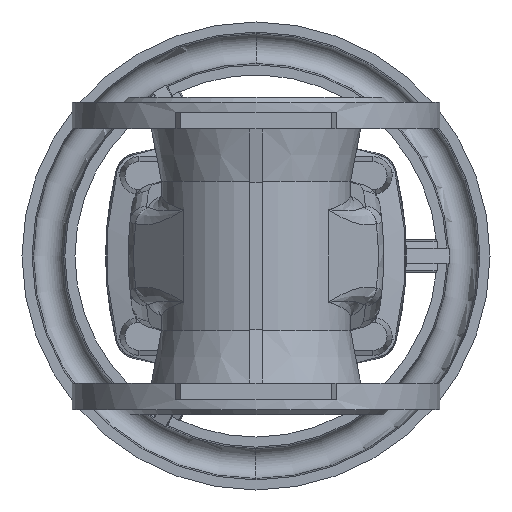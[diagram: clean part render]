
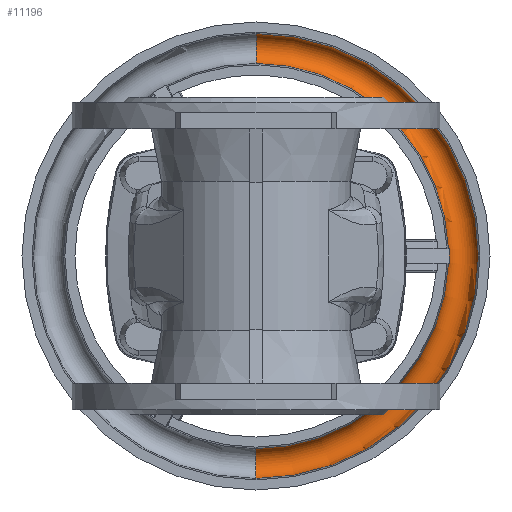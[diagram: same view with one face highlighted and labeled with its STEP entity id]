
A CAD part, front view. The second image highlights one B-rep face of the part: STEP entity #11196.
In plain terms, the highlighted toroidal (fillet/blend) face has major radius 124.155 mm and minor radius 9 mm.
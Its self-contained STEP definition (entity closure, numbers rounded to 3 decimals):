
#295 = CARTESIAN_POINT ( 'NONE',  ( 0., 399.784, -115.19 ) ) ;
#347 = CARTESIAN_POINT ( 'NONE',  ( 115.11, 399.784, 4.291 ) ) ;
#385 = CARTESIAN_POINT ( 'NONE',  ( 115.503, 401.731, 4.2 ) ) ;
#398 = CARTESIAN_POINT ( 'NONE',  ( 115.11, 399.784, -4.291 ) ) ;
#400 = CARTESIAN_POINT ( 'NONE',  ( 0., 399.784, 115.19 ) ) ;
#435 = CARTESIAN_POINT ( 'NONE',  ( 0., 399.784, 133.121 ) ) ;
#440 = CARTESIAN_POINT ( 'NONE',  ( 115.503, 401.731, -4.2 ) ) ;
#544 = CARTESIAN_POINT ( 'NONE',  ( 0., 399.784, -133.121 ) ) ;
#2839 = AXIS2_PLACEMENT_3D ( 'NONE', #11497, #11496, #11599 ) ;
#6461 = CIRCLE ( 'NONE', #7189, 115.19 ) ;
#6495 = CIRCLE ( 'NONE', #7203, 115.19 ) ;
#6521 = CIRCLE ( 'NONE', #7213, 9. ) ;
#6524 = CIRCLE ( 'NONE', #7215, 133.121 ) ;
#6530 = CIRCLE ( 'NONE', #7222, 9. ) ;
#7189 = AXIS2_PLACEMENT_3D ( 'NONE', #10538, #10539, #10540 ) ;
#7203 = AXIS2_PLACEMENT_3D ( 'NONE', #10612, #10614, #10616 ) ;
#7213 = AXIS2_PLACEMENT_3D ( 'NONE', #10783, #10784, #10785 ) ;
#7215 = AXIS2_PLACEMENT_3D ( 'NONE', #10822, #10824, #10826 ) ;
#7222 = AXIS2_PLACEMENT_3D ( 'NONE', #10884, #10885, #10886 ) ;
#8375 = B_SPLINE_CURVE_WITH_KNOTS ( 'NONE', 3,
 ( #10736, #10735, #10747, #10749 ),
 .UNSPECIFIED., .F., .F.,
 ( 4, 4 ),
 ( 0., 0.008 ),
 .UNSPECIFIED. ) ;
#8469 = B_SPLINE_CURVE_WITH_KNOTS ( 'NONE', 3,
 ( #10741, #10745, #10758, #10760 ),
 .UNSPECIFIED., .F., .F.,
 ( 4, 4 ),
 ( 0., 0.002 ),
 .UNSPECIFIED. ) ;
#8533 = B_SPLINE_CURVE_WITH_KNOTS ( 'NONE', 3,
 ( #10718, #10721, #10730, #10732 ),
 .UNSPECIFIED., .F., .F.,
 ( 4, 4 ),
 ( 0., 0.002 ),
 .UNSPECIFIED. ) ;
#10430 = TOROIDAL_SURFACE ( 'NONE', #2839, 124.155, 9. ) ;
#10432 = FACE_OUTER_BOUND ( 'NONE', #15468, .T. ) ;
#10538 = CARTESIAN_POINT ( 'NONE',  ( 0., 399.784, 0. ) ) ;
#10539 = DIRECTION ( 'NONE',  ( 0., -1., 0. ) ) ;
#10540 = DIRECTION ( 'NONE',  ( 0., 0., 1. ) ) ;
#10612 = CARTESIAN_POINT ( 'NONE',  ( 0., 399.784, 0. ) ) ;
#10614 = DIRECTION ( 'NONE',  ( 0., -1., 0. ) ) ;
#10616 = DIRECTION ( 'NONE',  ( 0., 0., 1. ) ) ;
#10718 = CARTESIAN_POINT ( 'NONE',  ( 115.503, 401.731, 4.2 ) ) ;
#10721 = CARTESIAN_POINT ( 'NONE',  ( 115.3, 401.097, 4.228 ) ) ;
#10730 = CARTESIAN_POINT ( 'NONE',  ( 115.169, 400.448, 4.259 ) ) ;
#10732 = CARTESIAN_POINT ( 'NONE',  ( 115.11, 399.784, 4.291 ) ) ;
#10735 = CARTESIAN_POINT ( 'NONE',  ( 115.617, 401.768, -1.4 ) ) ;
#10736 = CARTESIAN_POINT ( 'NONE',  ( 115.503, 401.731, -4.2 ) ) ;
#10741 = CARTESIAN_POINT ( 'NONE',  ( 115.11, 399.784, -4.291 ) ) ;
#10745 = CARTESIAN_POINT ( 'NONE',  ( 115.169, 400.448, -4.259 ) ) ;
#10747 = CARTESIAN_POINT ( 'NONE',  ( 115.617, 401.768, 1.4 ) ) ;
#10749 = CARTESIAN_POINT ( 'NONE',  ( 115.503, 401.731, 4.2 ) ) ;
#10758 = CARTESIAN_POINT ( 'NONE',  ( 115.3, 401.097, -4.228 ) ) ;
#10760 = CARTESIAN_POINT ( 'NONE',  ( 115.503, 401.731, -4.2 ) ) ;
#10783 = CARTESIAN_POINT ( 'NONE',  ( 0., 399., -124.155 ) ) ;
#10784 = DIRECTION ( 'NONE',  ( -1., 0., 0. ) ) ;
#10785 = DIRECTION ( 'NONE',  ( 0., 0., 1. ) ) ;
#10822 = CARTESIAN_POINT ( 'NONE',  ( 0., 399.784, 0. ) ) ;
#10824 = DIRECTION ( 'NONE',  ( 0., -1., 0. ) ) ;
#10826 = DIRECTION ( 'NONE',  ( 0., 0., 1. ) ) ;
#10884 = CARTESIAN_POINT ( 'NONE',  ( 0., 399., 124.155 ) ) ;
#10885 = DIRECTION ( 'NONE',  ( 1., 0., 0. ) ) ;
#10886 = DIRECTION ( 'NONE',  ( 0., 0., -1. ) ) ;
#11196 = ADVANCED_FACE ( 'NONE', ( #10432 ), #10430, .F. ) ;
#11496 = DIRECTION ( 'NONE',  ( 0., -1., 0. ) ) ;
#11497 = CARTESIAN_POINT ( 'NONE',  ( 0., 399., 0. ) ) ;
#11599 = DIRECTION ( 'NONE',  ( 0., 0., 1. ) ) ;
#12678 = EDGE_CURVE ( 'NONE', #15914, #15967, #6461, .T. ) ;
#12703 = EDGE_CURVE ( 'NONE', #15849, #15965, #6495, .T. ) ;
#12721 = EDGE_CURVE ( 'NONE', #15952, #15914, #8533, .T. ) ;
#12723 = EDGE_CURVE ( 'NONE', #16007, #15952, #8375, .T. ) ;
#12725 = EDGE_CURVE ( 'NONE', #15965, #16007, #8469, .T. ) ;
#12729 = EDGE_CURVE ( 'NONE', #15849, #16142, #6521, .T. ) ;
#12734 = EDGE_CURVE ( 'NONE', #16142, #16002, #6524, .T. ) ;
#12742 = EDGE_CURVE ( 'NONE', #15967, #16002, #6530, .T. ) ;
#13280 = ORIENTED_EDGE ( 'NONE', *, *, #12725, .F. ) ;
#13322 = ORIENTED_EDGE ( 'NONE', *, *, #12742, .F. ) ;
#13386 = ORIENTED_EDGE ( 'NONE', *, *, #12734, .T. ) ;
#13387 = ORIENTED_EDGE ( 'NONE', *, *, #12723, .F. ) ;
#13439 = ORIENTED_EDGE ( 'NONE', *, *, #12703, .F. ) ;
#13448 = ORIENTED_EDGE ( 'NONE', *, *, #12729, .T. ) ;
#13494 = ORIENTED_EDGE ( 'NONE', *, *, #12678, .F. ) ;
#13528 = ORIENTED_EDGE ( 'NONE', *, *, #12721, .F. ) ;
#15468 = EDGE_LOOP ( 'NONE', ( #13439, #13448, #13386, #13322, #13494, #13528, #13387, #13280 ) ) ;
#15849 = VERTEX_POINT ( 'NONE', #295 ) ;
#15914 = VERTEX_POINT ( 'NONE', #347 ) ;
#15952 = VERTEX_POINT ( 'NONE', #385 ) ;
#15965 = VERTEX_POINT ( 'NONE', #398 ) ;
#15967 = VERTEX_POINT ( 'NONE', #400 ) ;
#16002 = VERTEX_POINT ( 'NONE', #435 ) ;
#16007 = VERTEX_POINT ( 'NONE', #440 ) ;
#16142 = VERTEX_POINT ( 'NONE', #544 ) ;
